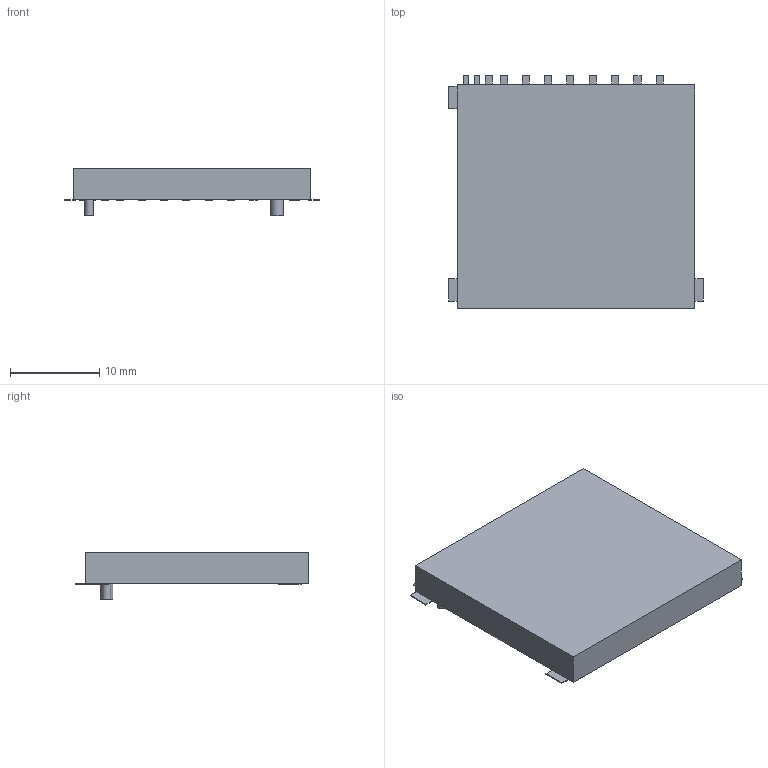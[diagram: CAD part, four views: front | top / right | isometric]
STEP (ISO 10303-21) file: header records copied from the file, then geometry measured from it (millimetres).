
FILE_DESCRIPTION(('FreeCAD Model'),'2;1');
FILE_NAME('990979.1.10.stp','2020-06-09T12:17:29',( 'Author'),(''),'Open CASCADE STEP processor 6.9','FreeCAD','Unknown' );
FILE_SCHEMA(('AUTOMOTIVE_DESIGN { 1 0 10303 214 1 1 1 1 }'));
Length unit declared in the file: millimetre
Products named in the file (4): ASSEMBLY; Body; Pins; Lugs
Assembly tree (4 placements, depth 2):
  ASSEMBLY
    Body
    Pins
    Lugs  x2
Bounding box: 28.5 x 26.08 x 5.3 mm (x, y, z)
Volume: 2338.3 mm3; surface area: 1781.1 mm2
Topology: 20 solids, 20 shells, 108 faces, 204 edges, 136 vertices
Faces by surface type: plane 104, cylinder 4
Full cylindrical faces by diameter (mm): 0.95 x2, 1.45 x2
Entity records: 5325 total; most frequent: CARTESIAN_POINT 833, DIRECTION 812, LINE 586, VECTOR 586, ORIENTED_EDGE 396, PCURVE 396, DEFINITIONAL_REPRESENTATION 396, EDGE_CURVE 198
